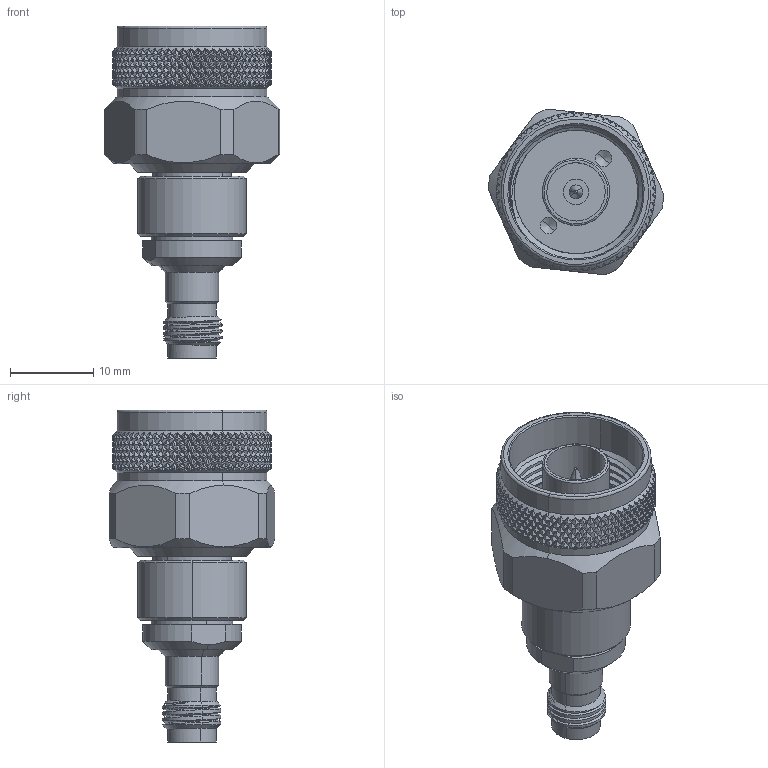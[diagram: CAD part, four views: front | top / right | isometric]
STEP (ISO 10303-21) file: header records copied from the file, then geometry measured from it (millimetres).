
FILE_DESCRIPTION (( 'STEP AP214' ), '1' );
FILE_NAME ('CT-NM2F-LN1.STEP', '2025-01-16T23:42:57', ( '' ), ( '' ), 'SwSTEP 2.0', 'SolidWorks 2021', '' );
FILE_SCHEMA (( 'AUTOMOTIVE_DESIGN' ));
Length unit declared in the file: inch
Products named in the file (1): CT-NM2F-LN1
Bounding box: 20.99 x 19.85 x 39.78 mm (x, y, z)
Volume: 4342 mm3; surface area: 4569.3 mm2
Topology: 1 solids, 4 shells, 2741 faces, 5833 edges, 3110 vertices
Faces by surface type: bspline 2084, cylinder 548, cone 52, plane 51, torus 4, sphere 2
Entity records: 116225 total; most frequent: CARTESIAN_POINT 45557, ORIENTED_EDGE 11648, EDGE_CURVE 5824, VERTEX_POINT 3109, EDGE_LOOP 2767, FACE_OUTER_BOUND 2741, ADVANCED_FACE 2741, UNCERTAINTY_MEASURE_WITH_UNIT 2735
